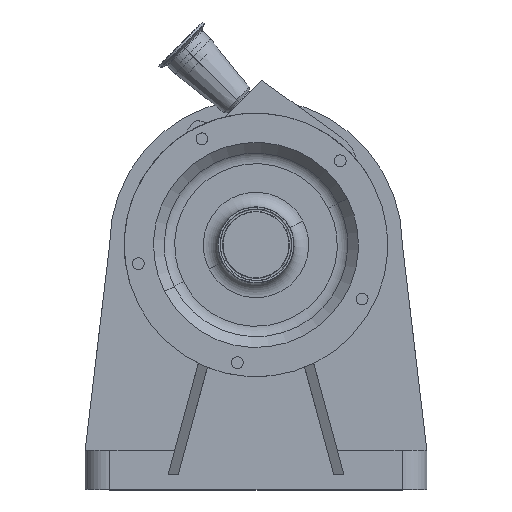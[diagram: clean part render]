
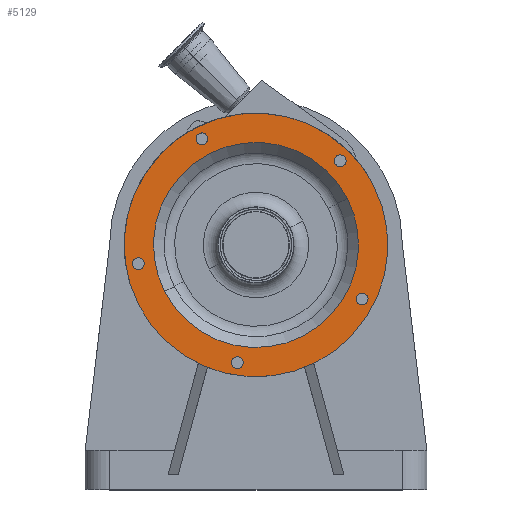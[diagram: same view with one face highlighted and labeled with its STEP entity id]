
A CAD part, top view. The second image highlights one B-rep face of the part: STEP entity #5129.
In plain terms, the highlighted planar face has unit normal (0, 0, 1).
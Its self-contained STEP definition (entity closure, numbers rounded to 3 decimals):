
#894 = EDGE_CURVE ( 'NONE', #924, #901, #2704, .T. ) ;
#901 = VERTEX_POINT ( 'NONE', #2717 ) ;
#924 = VERTEX_POINT ( 'NONE', #2762 ) ;
#932 = VERTEX_POINT ( 'NONE', #2795 ) ;
#961 = VERTEX_POINT ( 'NONE', #2797 ) ;
#985 = EDGE_CURVE ( 'NONE', #1017, #989, #2836, .T. ) ;
#989 = VERTEX_POINT ( 'NONE', #2853 ) ;
#1015 = VERTEX_POINT ( 'NONE', #2912 ) ;
#1017 = VERTEX_POINT ( 'NONE', #2901 ) ;
#1025 = EDGE_CURVE ( 'NONE', #932, #1015, #2910, .T. ) ;
#1035 = VERTEX_POINT ( 'NONE', #2922 ) ;
#1037 = VERTEX_POINT ( 'NONE', #2960 ) ;
#1041 = EDGE_CURVE ( 'NONE', #1035, #1037, #2937, .T. ) ;
#1049 = VERTEX_POINT ( 'NONE', #2953 ) ;
#1053 = EDGE_CURVE ( 'NONE', #1049, #961, #2833, .T. ) ;
#1056 = VERTEX_POINT ( 'NONE', #3002 ) ;
#1082 = VERTEX_POINT ( 'NONE', #3014 ) ;
#1112 = EDGE_CURVE ( 'NONE', #1056, #1082, #3061, .T. ) ;
#2704 = CIRCLE ( 'NONE', #2735, 105. ) ;
#2717 = CARTESIAN_POINT ( 'NONE',  ( 93.556, 47.669, 284. ) ) ;
#2735 = AXIS2_PLACEMENT_3D ( 'NONE', #2758, #2750, #2749 ) ;
#2749 = DIRECTION ( 'NONE',  ( 0.891, 0.454, 0. ) ) ;
#2750 = DIRECTION ( 'NONE',  ( 0., 0., 1. ) ) ;
#2758 = CARTESIAN_POINT ( 'NONE',  ( 0., 0., 284. ) ) ;
#2762 = CARTESIAN_POINT ( 'NONE',  ( -93.556, -47.669, 284. ) ) ;
#2795 = CARTESIAN_POINT ( 'NONE',  ( -60.733, 105.979, 284. ) ) ;
#2797 = CARTESIAN_POINT ( 'NONE',  ( 105.979, -60.733, 284. ) ) ;
#2812 = CARTESIAN_POINT ( 'NONE',  ( -120.498, -19.085, 284. ) ) ;
#2820 = DIRECTION ( 'NONE',  ( 0., 0., 1. ) ) ;
#2833 = CIRCLE ( 'NONE', #2847, 6. ) ;
#2835 = DIRECTION ( 'NONE',  ( -0.156, 0.988, 0. ) ) ;
#2836 = CIRCLE ( 'NONE', #2840, 6. ) ;
#2840 = AXIS2_PLACEMENT_3D ( 'NONE', #2812, #2820, #2835 ) ;
#2846 = CARTESIAN_POINT ( 'NONE',  ( 108.703, -55.387, 284. ) ) ;
#2847 = AXIS2_PLACEMENT_3D ( 'NONE', #2846, #2883, #2889 ) ;
#2853 = CARTESIAN_POINT ( 'NONE',  ( -121.437, -13.159, 284. ) ) ;
#2883 = DIRECTION ( 'NONE',  ( 0., 0., 1. ) ) ;
#2889 = DIRECTION ( 'NONE',  ( -0.454, -0.891, 0. ) ) ;
#2901 = CARTESIAN_POINT ( 'NONE',  ( -119.559, -25.011, 284. ) ) ;
#2910 = CIRCLE ( 'NONE', #2918, 6. ) ;
#2912 = CARTESIAN_POINT ( 'NONE',  ( -50.041, 111.427, 284. ) ) ;
#2914 = DIRECTION ( 'NONE',  ( 0., 0., 1. ) ) ;
#2915 = CARTESIAN_POINT ( 'NONE',  ( -55.387, 108.703, 284. ) ) ;
#2918 = AXIS2_PLACEMENT_3D ( 'NONE', #2915, #2914, #2927 ) ;
#2922 = CARTESIAN_POINT ( 'NONE',  ( -13.159, -121.437, 284. ) ) ;
#2927 = DIRECTION ( 'NONE',  ( 0.891, 0.454, 0. ) ) ;
#2935 = AXIS2_PLACEMENT_3D ( 'NONE', #2938, #2936, #2946 ) ;
#2936 = DIRECTION ( 'NONE',  ( 0., 0., 1. ) ) ;
#2937 = CIRCLE ( 'NONE', #2935, 6. ) ;
#2938 = CARTESIAN_POINT ( 'NONE',  ( -19.085, -120.498, 284. ) ) ;
#2946 = DIRECTION ( 'NONE',  ( -0.988, 0.156, 0. ) ) ;
#2953 = CARTESIAN_POINT ( 'NONE',  ( 111.427, -50.041, 284. ) ) ;
#2960 = CARTESIAN_POINT ( 'NONE',  ( -25.011, -119.559, 284. ) ) ;
#3002 = CARTESIAN_POINT ( 'NONE',  ( 82.024, 90.51, 284. ) ) ;
#3014 = CARTESIAN_POINT ( 'NONE',  ( 90.51, 82.024, 284. ) ) ;
#3024 = AXIS2_PLACEMENT_3D ( 'NONE', #3049, #3048, #3047 ) ;
#3047 = DIRECTION ( 'NONE',  ( 0.707, -0.707, 0. ) ) ;
#3048 = DIRECTION ( 'NONE',  ( 0., 0., 1. ) ) ;
#3049 = CARTESIAN_POINT ( 'NONE',  ( 86.267, 86.267, 284. ) ) ;
#3061 = CIRCLE ( 'NONE', #3024, 6. ) ;
#4468 = CARTESIAN_POINT ( 'NONE',  ( 120.286, 61.289, 284. ) ) ;
#4491 = CARTESIAN_POINT ( 'NONE',  ( -120.286, -61.289, 284. ) ) ;
#4628 = DIRECTION ( 'NONE',  ( 0.707, -0.707, 0. ) ) ;
#4756 = DIRECTION ( 'NONE',  ( 0., 0., 1. ) ) ;
#4757 = CARTESIAN_POINT ( 'NONE',  ( 86.267, 86.267, 284. ) ) ;
#4758 = AXIS2_PLACEMENT_3D ( 'NONE', #4757, #4756, #4628 ) ;
#4759 = CIRCLE ( 'NONE', #4776, 6. ) ;
#4762 = AXIS2_PLACEMENT_3D ( 'NONE', #4782, #4787, #4786 ) ;
#4763 = DIRECTION ( 'NONE',  ( 0.891, 0.454, 0. ) ) ;
#4767 = FACE_BOUND ( 'NONE', #5117, .T. ) ;
#4768 = AXIS2_PLACEMENT_3D ( 'NONE', #4778, #4777, #4763 ) ;
#4770 = CIRCLE ( 'NONE', #4758, 6. ) ;
#4771 = FACE_BOUND ( 'NONE', #5173, .T. ) ;
#4772 = FACE_BOUND ( 'NONE', #5185, .T. ) ;
#4773 = DIRECTION ( 'NONE',  ( -0.156, 0.988, 0. ) ) ;
#4774 = DIRECTION ( 'NONE',  ( 0., 0., 1. ) ) ;
#4775 = CARTESIAN_POINT ( 'NONE',  ( -120.498, -19.085, 284. ) ) ;
#4776 = AXIS2_PLACEMENT_3D ( 'NONE', #4775, #4774, #4773 ) ;
#4777 = DIRECTION ( 'NONE',  ( 0., 0., 1. ) ) ;
#4778 = CARTESIAN_POINT ( 'NONE',  ( 0., 0., 284. ) ) ;
#4779 = ORIENTED_EDGE ( 'NONE', *, *, #5133, .F. ) ;
#4782 = CARTESIAN_POINT ( 'NONE',  ( -17.706, 34.749, 284. ) ) ;
#4783 = FACE_BOUND ( 'NONE', #5130, .T. ) ;
#4784 = FACE_OUTER_BOUND ( 'NONE', #5174, .T. ) ;
#4786 = DIRECTION ( 'NONE',  ( -0.891, -0.454, 0. ) ) ;
#4787 = DIRECTION ( 'NONE',  ( 0., 0., -1. ) ) ;
#4788 = CIRCLE ( 'NONE', #4768, 135. ) ;
#4794 = PLANE ( 'NONE',  #4762 ) ;
#4795 = FACE_BOUND ( 'NONE', #5120, .T. ) ;
#4796 = FACE_BOUND ( 'NONE', #5127, .T. ) ;
#4963 = VERTEX_POINT ( 'NONE', #4491 ) ;
#4965 = VERTEX_POINT ( 'NONE', #4468 ) ;
#5106 = EDGE_CURVE ( 'NONE', #4965, #4963, #4788, .T. ) ;
#5111 = ORIENTED_EDGE ( 'NONE', *, *, #1112, .F. ) ;
#5112 = ORIENTED_EDGE ( 'NONE', *, *, #1025, .F. ) ;
#5116 = ORIENTED_EDGE ( 'NONE', *, *, #1041, .F. ) ;
#5117 = EDGE_LOOP ( 'NONE', ( #5170, #5112 ) ) ;
#5119 = ORIENTED_EDGE ( 'NONE', *, *, #6364, .T. ) ;
#5120 = EDGE_LOOP ( 'NONE', ( #5145, #5143 ) ) ;
#5127 = EDGE_LOOP ( 'NONE', ( #5149, #5116 ) ) ;
#5129 = ADVANCED_FACE ( 'NONE', ( #4771, #4772, #4796, #4795, #4767, #4784, #4783 ), #4794, .F. ) ;
#5130 = EDGE_LOOP ( 'NONE', ( #5131, #5154 ) ) ;
#5131 = ORIENTED_EDGE ( 'NONE', *, *, #5144, .F. ) ;
#5132 = EDGE_CURVE ( 'NONE', #989, #1017, #4759, .T. ) ;
#5133 = EDGE_CURVE ( 'NONE', #1082, #1056, #4770, .T. ) ;
#5143 = ORIENTED_EDGE ( 'NONE', *, *, #985, .F. ) ;
#5144 = EDGE_CURVE ( 'NONE', #901, #924, #6901, .T. ) ;
#5145 = ORIENTED_EDGE ( 'NONE', *, *, #5132, .F. ) ;
#5146 = ORIENTED_EDGE ( 'NONE', *, *, #5106, .T. ) ;
#5149 = ORIENTED_EDGE ( 'NONE', *, *, #5158, .F. ) ;
#5154 = ORIENTED_EDGE ( 'NONE', *, *, #894, .F. ) ;
#5158 = EDGE_CURVE ( 'NONE', #1037, #1035, #6967, .T. ) ;
#5162 = ORIENTED_EDGE ( 'NONE', *, *, #5182, .F. ) ;
#5170 = ORIENTED_EDGE ( 'NONE', *, *, #5186, .F. ) ;
#5173 = EDGE_LOOP ( 'NONE', ( #4779, #5111 ) ) ;
#5174 = EDGE_LOOP ( 'NONE', ( #5146, #5119 ) ) ;
#5182 = EDGE_CURVE ( 'NONE', #961, #1049, #7099, .T. ) ;
#5183 = ORIENTED_EDGE ( 'NONE', *, *, #1053, .F. ) ;
#5185 = EDGE_LOOP ( 'NONE', ( #5162, #5183 ) ) ;
#5186 = EDGE_CURVE ( 'NONE', #1015, #932, #7051, .T. ) ;
#6364 = EDGE_CURVE ( 'NONE', #4963, #4965, #7002, .T. ) ;
#6863 = AXIS2_PLACEMENT_3D ( 'NONE', #6889, #6888, #6869 ) ;
#6869 = DIRECTION ( 'NONE',  ( 0.891, 0.454, 0. ) ) ;
#6888 = DIRECTION ( 'NONE',  ( 0., 0., 1. ) ) ;
#6889 = CARTESIAN_POINT ( 'NONE',  ( 0., 0., 284. ) ) ;
#6901 = CIRCLE ( 'NONE', #6863, 105. ) ;
#6961 = CARTESIAN_POINT ( 'NONE',  ( -19.085, -120.498, 284. ) ) ;
#6967 = CIRCLE ( 'NONE', #6980, 6. ) ;
#6978 = DIRECTION ( 'NONE',  ( -0.988, 0.156, 0. ) ) ;
#6979 = DIRECTION ( 'NONE',  ( 0., 0., 1. ) ) ;
#6980 = AXIS2_PLACEMENT_3D ( 'NONE', #6961, #6979, #6978 ) ;
#6996 = DIRECTION ( 'NONE',  ( 0., 0., 1. ) ) ;
#6998 = CARTESIAN_POINT ( 'NONE',  ( 0., 0., 284. ) ) ;
#6999 = AXIS2_PLACEMENT_3D ( 'NONE', #6998, #6996, #7005 ) ;
#7002 = CIRCLE ( 'NONE', #6999, 135. ) ;
#7005 = DIRECTION ( 'NONE',  ( 0.891, 0.454, 0. ) ) ;
#7051 = CIRCLE ( 'NONE', #7062, 6. ) ;
#7054 = DIRECTION ( 'NONE',  ( -0.454, -0.891, 0. ) ) ;
#7058 = CARTESIAN_POINT ( 'NONE',  ( 108.703, -55.387, 284. ) ) ;
#7059 = DIRECTION ( 'NONE',  ( 0.891, 0.454, 0. ) ) ;
#7060 = DIRECTION ( 'NONE',  ( 0., 0., 1. ) ) ;
#7061 = CARTESIAN_POINT ( 'NONE',  ( -55.387, 108.703, 284. ) ) ;
#7062 = AXIS2_PLACEMENT_3D ( 'NONE', #7061, #7060, #7059 ) ;
#7081 = DIRECTION ( 'NONE',  ( 0., 0., 1. ) ) ;
#7082 = AXIS2_PLACEMENT_3D ( 'NONE', #7058, #7081, #7054 ) ;
#7099 = CIRCLE ( 'NONE', #7082, 6. ) ;
